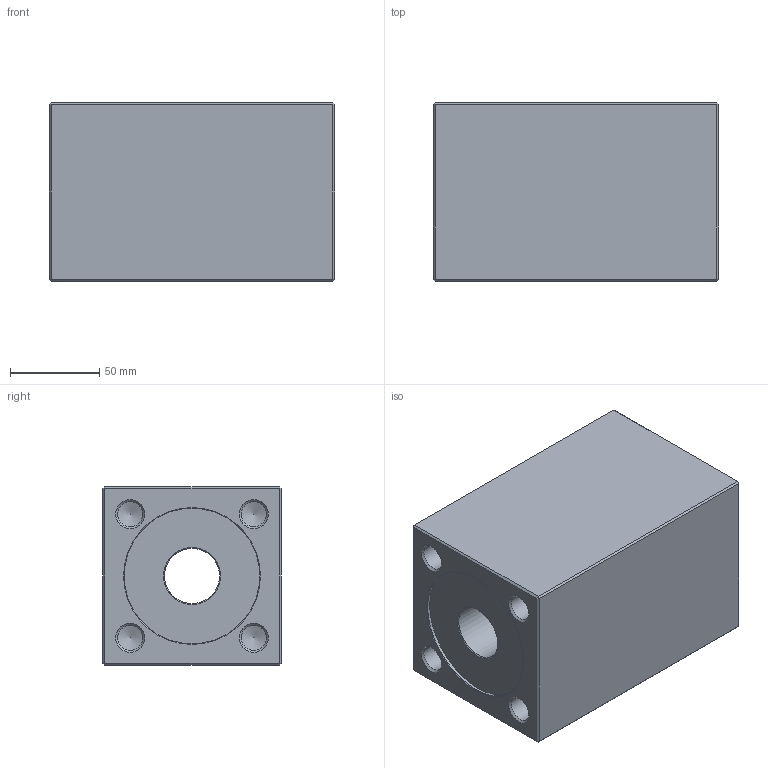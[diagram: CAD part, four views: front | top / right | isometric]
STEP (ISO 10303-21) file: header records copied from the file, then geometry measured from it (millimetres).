
FILE_DESCRIPTION(/* description */ (''),/* implementation_level */ '2;1');
FILE_NAME(/* name */ 'X-FV032-5.stp',/* time_stamp */ '2025-01-15T13:29:40+01:00',/* author */ (''),/* organization */ (''),/* preprocessor_version */ 'ST-DEVELOPER v16',/* originating_system */ 'SIEMENS PLM Software NX 10.0',/* authorisation */ '');
FILE_SCHEMA (('AP203_CONFIGURATION_CONTROLLED_3D_DESIGN_OF_MECHANICAL_PARTS_AND_ASSEMBLIES_MIM_LF { 1 0 10303 403 2 1 2}'));
Length unit declared in the file: millimetre
Products named in the file (1): nwer36809CEC4psb
Bounding box: 160 x 100 x 100 mm (x, y, z)
Volume: 1376109.8 mm3; surface area: 114106.2 mm2
Topology: 1 solids, 1 shells, 76 faces, 180 edges, 108 vertices
Faces by surface type: cone 30, plane 29, cylinder 17
Full cylindrical faces by diameter (mm): 14 x12, 31 x2, 76.09 x3
Entity records: 1778 total; most frequent: DIRECTION 308, CARTESIAN_POINT 267, ORIENTED_EDGE 202, EDGE_LOOP 130, AXIS2_PLACEMENT_3D 130, FACE_BOUND 119, EDGE_CURVE 101, VERTEX_POINT 89
